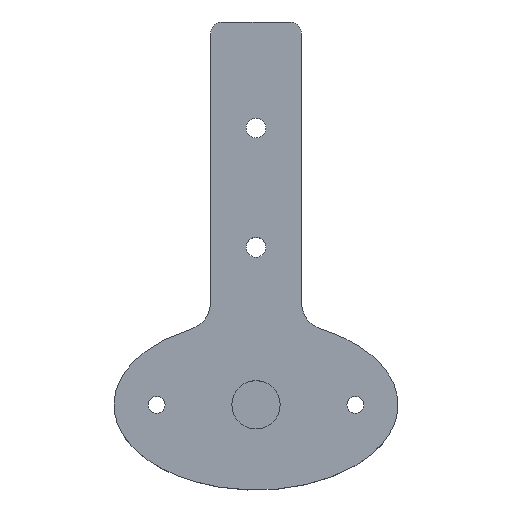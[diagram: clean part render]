
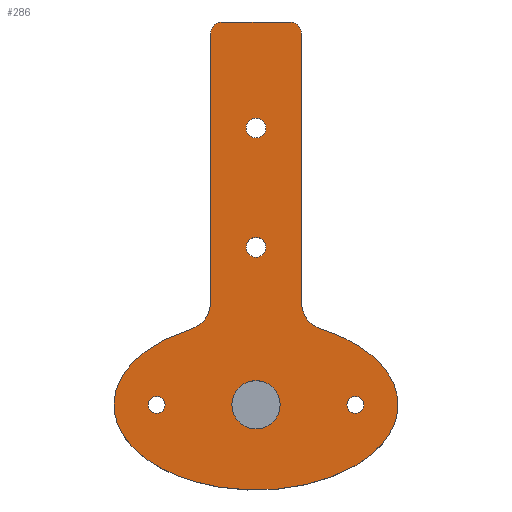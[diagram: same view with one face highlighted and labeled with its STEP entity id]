
A CAD part, top view. The second image highlights one B-rep face of the part: STEP entity #286.
In plain terms, the highlighted planar face has unit normal (0, 0, 1).
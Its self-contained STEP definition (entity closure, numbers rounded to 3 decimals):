
#16=FACE_BOUND('',#54,.T.);
#17=FACE_BOUND('',#55,.T.);
#18=FACE_BOUND('',#56,.T.);
#19=FACE_BOUND('',#57,.T.);
#20=FACE_BOUND('',#58,.T.);
#25=ELLIPSE('',#324,25.,15.);
#28=PLANE('',#322);
#37=FACE_OUTER_BOUND('',#53,.T.);
#53=EDGE_LOOP('',(#211,#212,#213,#214,#215,#216,#217,#218));
#54=EDGE_LOOP('',(#219));
#55=EDGE_LOOP('',(#220));
#56=EDGE_LOOP('',(#221));
#57=EDGE_LOOP('',(#222));
#58=EDGE_LOOP('',(#223));
#78=LINE('',#462,#97);
#81=LINE('',#468,#100);
#82=LINE('',#476,#101);
#97=VECTOR('',#373,10.);
#100=VECTOR('',#378,10.);
#101=VECTOR('',#385,10.);
#112=CIRCLE('',#313,1.75);
#114=CIRCLE('',#316,1.75);
#116=CIRCLE('',#319,2.);
#118=CIRCLE('',#323,5.);
#119=CIRCLE('',#325,5.);
#120=CIRCLE('',#326,2.);
#121=CIRCLE('',#327,4.25);
#122=CIRCLE('',#328,1.5);
#123=CIRCLE('',#329,1.5);
#130=VERTEX_POINT('',#440);
#132=VERTEX_POINT('',#446);
#134=VERTEX_POINT('',#452);
#135=VERTEX_POINT('',#453);
#138=VERTEX_POINT('',#461);
#140=VERTEX_POINT('',#467);
#141=VERTEX_POINT('',#469);
#142=VERTEX_POINT('',#471);
#143=VERTEX_POINT('',#473);
#144=VERTEX_POINT('',#475);
#145=VERTEX_POINT('',#478);
#146=VERTEX_POINT('',#480);
#147=VERTEX_POINT('',#482);
#156=EDGE_CURVE('',#130,#130,#112,.T.);
#159=EDGE_CURVE('',#132,#132,#114,.T.);
#162=EDGE_CURVE('',#134,#135,#116,.T.);
#166=EDGE_CURVE('',#138,#135,#78,.T.);
#169=EDGE_CURVE('',#134,#140,#81,.T.);
#170=EDGE_CURVE('',#141,#140,#118,.T.);
#171=EDGE_CURVE('',#141,#142,#25,.T.);
#172=EDGE_CURVE('',#143,#142,#119,.T.);
#173=EDGE_CURVE('',#143,#144,#82,.T.);
#174=EDGE_CURVE('',#138,#144,#120,.T.);
#175=EDGE_CURVE('',#145,#145,#121,.T.);
#176=EDGE_CURVE('',#146,#146,#122,.T.);
#177=EDGE_CURVE('',#147,#147,#123,.T.);
#211=ORIENTED_EDGE('',*,*,#162,.F.);
#212=ORIENTED_EDGE('',*,*,#169,.T.);
#213=ORIENTED_EDGE('',*,*,#170,.F.);
#214=ORIENTED_EDGE('',*,*,#171,.T.);
#215=ORIENTED_EDGE('',*,*,#172,.F.);
#216=ORIENTED_EDGE('',*,*,#173,.T.);
#217=ORIENTED_EDGE('',*,*,#174,.F.);
#218=ORIENTED_EDGE('',*,*,#166,.T.);
#219=ORIENTED_EDGE('',*,*,#156,.T.);
#220=ORIENTED_EDGE('',*,*,#159,.T.);
#221=ORIENTED_EDGE('',*,*,#175,.T.);
#222=ORIENTED_EDGE('',*,*,#176,.T.);
#223=ORIENTED_EDGE('',*,*,#177,.T.);
#286=ADVANCED_FACE('',(#37,#16,#17,#18,#19,#20),#28,.T.);
#313=AXIS2_PLACEMENT_3D('',#441,#351,#352);
#316=AXIS2_PLACEMENT_3D('',#447,#358,#359);
#319=AXIS2_PLACEMENT_3D('',#454,#365,#366);
#322=AXIS2_PLACEMENT_3D('',#466,#376,#377);
#323=AXIS2_PLACEMENT_3D('',#470,#379,#380);
#324=AXIS2_PLACEMENT_3D('',#472,#381,#382);
#325=AXIS2_PLACEMENT_3D('',#474,#383,#384);
#326=AXIS2_PLACEMENT_3D('',#477,#386,#387);
#327=AXIS2_PLACEMENT_3D('',#479,#388,#389);
#328=AXIS2_PLACEMENT_3D('',#481,#390,#391);
#329=AXIS2_PLACEMENT_3D('',#483,#392,#393);
#351=DIRECTION('center_axis',(0.,0.,-1.));
#352=DIRECTION('ref_axis',(1.,0.,0.));
#358=DIRECTION('center_axis',(0.,0.,-1.));
#359=DIRECTION('ref_axis',(1.,0.,0.));
#365=DIRECTION('center_axis',(0.,0.,-1.));
#366=DIRECTION('ref_axis',(-0.707,0.707,0.));
#373=DIRECTION('',(-1.,0.,0.));
#376=DIRECTION('center_axis',(0.,0.,1.));
#377=DIRECTION('ref_axis',(1.,0.,0.));
#378=DIRECTION('',(0.,-1.,0.));
#379=DIRECTION('center_axis',(0.,0.,1.));
#380=DIRECTION('ref_axis',(0.805,-0.593,0.));
#381=DIRECTION('center_axis',(0.,0.,1.));
#382=DIRECTION('ref_axis',(1.,0.,0.));
#383=DIRECTION('center_axis',(0.,0.,1.));
#384=DIRECTION('ref_axis',(-0.805,-0.593,0.));
#385=DIRECTION('',(0.,1.,0.));
#386=DIRECTION('center_axis',(0.,0.,-1.));
#387=DIRECTION('ref_axis',(0.707,0.707,0.));
#388=DIRECTION('center_axis',(0.,0.,-1.));
#389=DIRECTION('ref_axis',(-1.,0.,0.));
#390=DIRECTION('center_axis',(0.,0.,-1.));
#391=DIRECTION('ref_axis',(1.,0.,0.));
#392=DIRECTION('center_axis',(0.,0.,-1.));
#393=DIRECTION('ref_axis',(1.,0.,0.));
#440=CARTESIAN_POINT('',(-1.75,48.73,12.));
#441=CARTESIAN_POINT('Origin',(0.,48.73,12.));
#446=CARTESIAN_POINT('',(-1.75,27.73,12.));
#447=CARTESIAN_POINT('Origin',(0.,27.73,12.));
#452=CARTESIAN_POINT('',(-8.,65.4,12.));
#453=CARTESIAN_POINT('',(-6.,67.4,12.));
#454=CARTESIAN_POINT('Origin',(-6.,65.4,12.));
#461=CARTESIAN_POINT('',(6.,67.4,12.));
#462=CARTESIAN_POINT('',(8.,67.4,12.));
#466=CARTESIAN_POINT('Origin',(0.,26.2,12.));
#467=CARTESIAN_POINT('',(-8.,18.089,12.));
#468=CARTESIAN_POINT('',(-8.,0.,12.));
#469=CARTESIAN_POINT('',(-11.514,13.314,12.));
#470=CARTESIAN_POINT('Origin',(-13.,18.089,12.));
#471=CARTESIAN_POINT('',(11.514,13.314,12.));
#472=CARTESIAN_POINT('Origin',(0.,0.,12.));
#473=CARTESIAN_POINT('',(8.,18.089,12.));
#474=CARTESIAN_POINT('Origin',(13.,18.089,12.));
#475=CARTESIAN_POINT('',(8.,65.4,12.));
#476=CARTESIAN_POINT('',(8.,0.,12.));
#477=CARTESIAN_POINT('Origin',(6.,65.4,12.));
#478=CARTESIAN_POINT('',(4.25,0.,12.));
#479=CARTESIAN_POINT('Origin',(0.,0.,12.));
#480=CARTESIAN_POINT('',(-19.,0.,12.));
#481=CARTESIAN_POINT('Origin',(-17.5,0.,12.));
#482=CARTESIAN_POINT('',(16.,0.,12.));
#483=CARTESIAN_POINT('Origin',(17.5,0.,12.));
